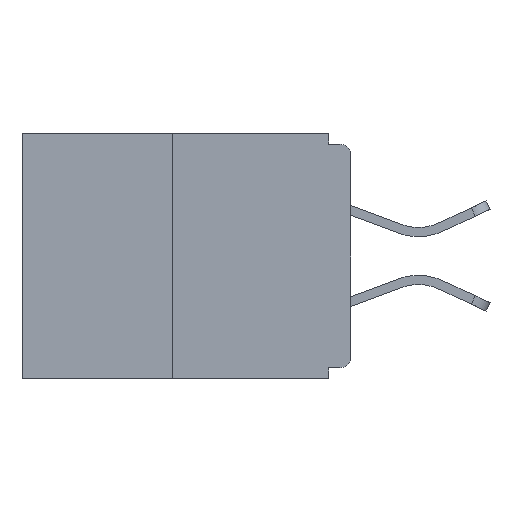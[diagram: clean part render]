
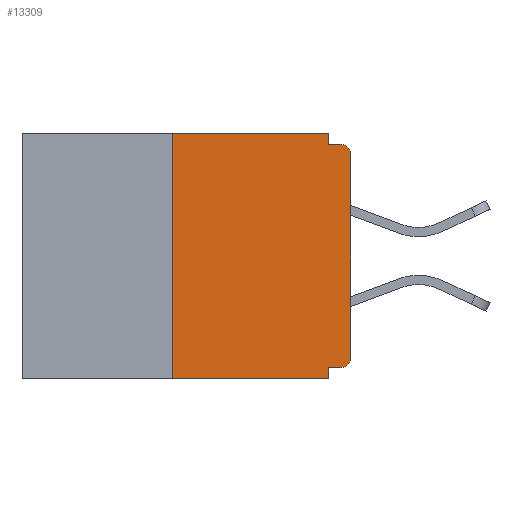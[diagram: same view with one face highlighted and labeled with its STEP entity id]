
A CAD part, left-side view. The second image highlights one B-rep face of the part: STEP entity #13309.
In plain terms, the highlighted planar face has unit normal (-1, 0, 0).
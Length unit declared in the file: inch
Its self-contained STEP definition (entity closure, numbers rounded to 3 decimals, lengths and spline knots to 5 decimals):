
#393 = CARTESIAN_POINT ( 'NONE',  ( 0., 0.46, 0. ) ) ;
#490 = DIRECTION ( 'NONE',  ( 0., 0., 1. ) ) ;
#626 = FACE_OUTER_BOUND ( 'NONE', #4829, .T. ) ;
#792 = VECTOR ( 'NONE', #5406, 39.37008 ) ;
#1024 = VECTOR ( 'NONE', #25379, 39.37008 ) ;
#1243 = CARTESIAN_POINT ( 'NONE',  ( 0., 0.46, -0.343 ) ) ;
#2092 = ORIENTED_EDGE ( 'NONE', *, *, #9770, .T. ) ;
#2331 = CARTESIAN_POINT ( 'NONE',  ( 0., 0.25, 0. ) ) ;
#2479 = EDGE_CURVE ( 'NONE', #22432, #10431, #6495, .T. ) ;
#2745 = ORIENTED_EDGE ( 'NONE', *, *, #21240, .T. ) ;
#2892 = AXIS2_PLACEMENT_3D ( 'NONE', #13072, #19066, #10479 ) ;
#3030 = ORIENTED_EDGE ( 'NONE', *, *, #12603, .F. ) ;
#3424 = EDGE_CURVE ( 'NONE', #8786, #13509, #14420, .T. ) ;
#4829 = EDGE_LOOP ( 'NONE', ( #3030, #14971, #10453, #5856, #12640, #2745, #25192, #2092, #15221, #5351 ) ) ;
#5351 = ORIENTED_EDGE ( 'NONE', *, *, #2479, .F. ) ;
#5406 = DIRECTION ( 'NONE',  ( 0., -1., 0. ) ) ;
#5856 = ORIENTED_EDGE ( 'NONE', *, *, #14895, .F. ) ;
#5857 = CARTESIAN_POINT ( 'NONE',  ( 0., 0.015, -0.328 ) ) ;
#6495 = LINE ( 'NONE', #18347, #26383 ) ;
#7965 = VECTOR ( 'NONE', #14103, 39.37008 ) ;
#8266 = CARTESIAN_POINT ( 'NONE',  ( 0., 0.031, -0.343 ) ) ;
#8786 = VERTEX_POINT ( 'NONE', #14639 ) ;
#9030 = DIRECTION ( 'NONE',  ( 1., 0., 0. ) ) ;
#9770 = EDGE_CURVE ( 'NONE', #14255, #26672, #26390, .T. ) ;
#10431 = VERTEX_POINT ( 'NONE', #20610 ) ;
#10453 = ORIENTED_EDGE ( 'NONE', *, *, #13621, .T. ) ;
#10479 = DIRECTION ( 'NONE',  ( 0., 0., -1. ) ) ;
#10584 = DIRECTION ( 'NONE',  ( 0., 0., -1. ) ) ;
#10645 = CARTESIAN_POINT ( 'NONE',  ( 0., 0.031, 0. ) ) ;
#10826 = CARTESIAN_POINT ( 'NONE',  ( 0., 0.46, 0. ) ) ;
#11007 = CARTESIAN_POINT ( 'NONE',  ( 0., 0.031, -0.328 ) ) ;
#11162 = EDGE_CURVE ( 'NONE', #10431, #26672, #15620, .T. ) ;
#11937 = LINE ( 'NONE', #14484, #7965 ) ;
#12603 = EDGE_CURVE ( 'NONE', #13509, #22432, #22694, .T. ) ;
#12640 = ORIENTED_EDGE ( 'NONE', *, *, #20630, .F. ) ;
#13072 = CARTESIAN_POINT ( 'NONE',  ( 0., 0.015, -0.03 ) ) ;
#13309 = ADVANCED_FACE ( 'NONE', ( #626 ), #23203, .F. ) ;
#13329 = EDGE_CURVE ( 'NONE', #19009, #14255, #26164, .T. ) ;
#13353 = DIRECTION ( 'NONE',  ( 0., 0., -1. ) ) ;
#13452 = VERTEX_POINT ( 'NONE', #5857 ) ;
#13509 = VERTEX_POINT ( 'NONE', #14692 ) ;
#13565 = CARTESIAN_POINT ( 'NONE',  ( 0., 0., -0.015 ) ) ;
#13621 = EDGE_CURVE ( 'NONE', #8786, #24363, #23536, .T. ) ;
#13655 = AXIS2_PLACEMENT_3D ( 'NONE', #26036, #15804, #13353 ) ;
#13852 = CARTESIAN_POINT ( 'NONE',  ( 0., 0., -0.03 ) ) ;
#14103 = DIRECTION ( 'NONE',  ( 0., 0., -1. ) ) ;
#14255 = VERTEX_POINT ( 'NONE', #13852 ) ;
#14420 = LINE ( 'NONE', #2331, #15928 ) ;
#14484 = CARTESIAN_POINT ( 'NONE',  ( 0., 0.031, -0.343 ) ) ;
#14639 = CARTESIAN_POINT ( 'NONE',  ( 0., 0.25, -0.343 ) ) ;
#14692 = CARTESIAN_POINT ( 'NONE',  ( 0., 0.25, 0. ) ) ;
#14895 = EDGE_CURVE ( 'NONE', #24730, #24363, #11937, .T. ) ;
#14971 = ORIENTED_EDGE ( 'NONE', *, *, #3424, .F. ) ;
#15221 = ORIENTED_EDGE ( 'NONE', *, *, #11162, .F. ) ;
#15620 = LINE ( 'NONE', #13565, #792 ) ;
#15804 = DIRECTION ( 'NONE',  ( -1., 0., 0. ) ) ;
#15928 = VECTOR ( 'NONE', #22736, 39.37008 ) ;
#17556 = CIRCLE ( 'NONE', #13655, 0.015 ) ;
#18324 = AXIS2_PLACEMENT_3D ( 'NONE', #10826, #9030, #24110 ) ;
#18347 = CARTESIAN_POINT ( 'NONE',  ( 0., 0.031, 0. ) ) ;
#18766 = VECTOR ( 'NONE', #25872, 39.37008 ) ;
#19009 = VERTEX_POINT ( 'NONE', #20312 ) ;
#19066 = DIRECTION ( 'NONE',  ( -1., 0., 0. ) ) ;
#19117 = CARTESIAN_POINT ( 'NONE',  ( 0., 0., 0. ) ) ;
#19747 = LINE ( 'NONE', #25245, #1024 ) ;
#20312 = CARTESIAN_POINT ( 'NONE',  ( 0., 0., -0.313 ) ) ;
#20610 = CARTESIAN_POINT ( 'NONE',  ( 0., 0.031, -0.015 ) ) ;
#20630 = EDGE_CURVE ( 'NONE', #13452, #24730, #19747, .T. ) ;
#20907 = VECTOR ( 'NONE', #25021, 39.37008 ) ;
#21240 = EDGE_CURVE ( 'NONE', #13452, #19009, #17556, .T. ) ;
#21370 = VECTOR ( 'NONE', #490, 39.37008 ) ;
#22432 = VERTEX_POINT ( 'NONE', #10645 ) ;
#22539 = CARTESIAN_POINT ( 'NONE',  ( 0., 0.015, -0.015 ) ) ;
#22694 = LINE ( 'NONE', #393, #20907 ) ;
#22736 = DIRECTION ( 'NONE',  ( 0., 0., 1. ) ) ;
#23203 = PLANE ( 'NONE',  #18324 ) ;
#23536 = LINE ( 'NONE', #1243, #18766 ) ;
#24110 = DIRECTION ( 'NONE',  ( 0., 0., -1. ) ) ;
#24363 = VERTEX_POINT ( 'NONE', #8266 ) ;
#24730 = VERTEX_POINT ( 'NONE', #11007 ) ;
#25021 = DIRECTION ( 'NONE',  ( 0., -1., 0. ) ) ;
#25192 = ORIENTED_EDGE ( 'NONE', *, *, #13329, .T. ) ;
#25245 = CARTESIAN_POINT ( 'NONE',  ( 0., 0., -0.328 ) ) ;
#25379 = DIRECTION ( 'NONE',  ( 0., 1., 0. ) ) ;
#25872 = DIRECTION ( 'NONE',  ( 0., -1., 0. ) ) ;
#26036 = CARTESIAN_POINT ( 'NONE',  ( 0., 0.015, -0.313 ) ) ;
#26164 = LINE ( 'NONE', #19117, #21370 ) ;
#26383 = VECTOR ( 'NONE', #10584, 39.37008 ) ;
#26390 = CIRCLE ( 'NONE', #2892, 0.015 ) ;
#26672 = VERTEX_POINT ( 'NONE', #22539 ) ;
